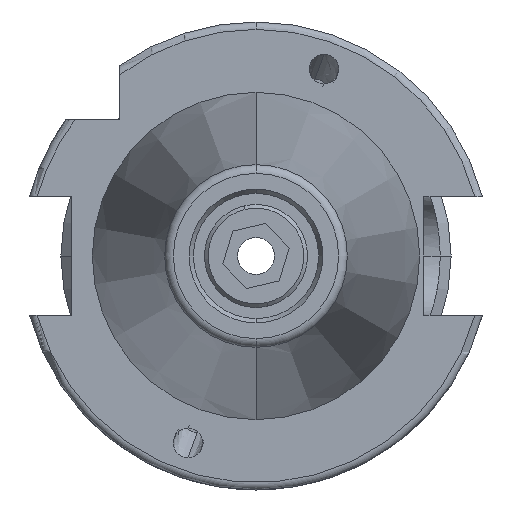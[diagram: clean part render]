
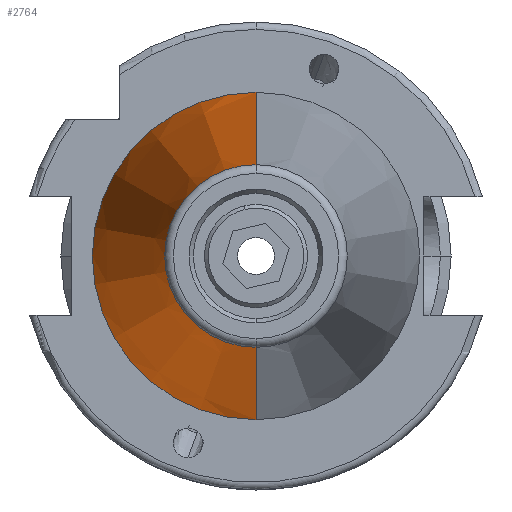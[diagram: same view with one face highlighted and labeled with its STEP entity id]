
A CAD part, left-side view. The second image highlights one B-rep face of the part: STEP entity #2764.
In plain terms, the highlighted conical face has half-angle 8.297 degrees and reference radius 22.225 mm.
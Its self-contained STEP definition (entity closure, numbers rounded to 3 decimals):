
#98 = DIRECTION ( 'NONE',  ( 0.99, -0.144, 0. ) ) ;
#443 = CARTESIAN_POINT ( 'NONE',  ( -67.373, 0., 0. ) ) ;
#766 = FACE_OUTER_BOUND ( 'NONE', #3274, .T. ) ;
#915 = DIRECTION ( 'NONE',  ( -1., 0., 0. ) ) ;
#927 = DIRECTION ( 'NONE',  ( -1., 0., 0. ) ) ;
#1098 = CARTESIAN_POINT ( 'NONE',  ( 0., 0., 0. ) ) ;
#1399 = VECTOR ( 'NONE', #98, 1000. ) ;
#1406 = DIRECTION ( 'NONE',  ( 0., -1., 0. ) ) ;
#1444 = EDGE_CURVE ( 'NONE', #6100, #6444, #5272, .T. ) ;
#1561 = AXIS2_PLACEMENT_3D ( 'NONE', #443, #915, #1406 ) ;
#1623 = ORIENTED_EDGE ( 'NONE', *, *, #6760, .T. ) ;
#1651 = DIRECTION ( 'NONE',  ( 0., 1., 0. ) ) ;
#1728 = VERTEX_POINT ( 'NONE', #2897 ) ;
#1945 = AXIS2_PLACEMENT_3D ( 'NONE', #1098, #5468, #1651 ) ;
#2094 = LINE ( 'NONE', #2831, #4832 ) ;
#2299 = DIRECTION ( 'NONE',  ( 0.99, 0.144, 0. ) ) ;
#2344 = ORIENTED_EDGE ( 'NONE', *, *, #4220, .T. ) ;
#2764 = ADVANCED_FACE ( 'NONE', ( #766 ), #5895, .T. ) ;
#2809 = CARTESIAN_POINT ( 'NONE',  ( -67.373, 12.4, 0. ) ) ;
#2831 = CARTESIAN_POINT ( 'NONE',  ( 0., 22.225, 0. ) ) ;
#2897 = CARTESIAN_POINT ( 'NONE',  ( 0., 22.225, 0. ) ) ;
#3274 = EDGE_LOOP ( 'NONE', ( #3449, #2344, #1623, #5037 ) ) ;
#3356 = CARTESIAN_POINT ( 'NONE',  ( 0., -22.225, 0. ) ) ;
#3449 = ORIENTED_EDGE ( 'NONE', *, *, #1444, .F. ) ;
#4176 = CARTESIAN_POINT ( 'NONE',  ( 0., 0., 0. ) ) ;
#4220 = EDGE_CURVE ( 'NONE', #6100, #5348, #5763, .T. ) ;
#4732 = DIRECTION ( 'NONE',  ( 0., -1., 0. ) ) ;
#4832 = VECTOR ( 'NONE', #2299, 1000. ) ;
#5037 = ORIENTED_EDGE ( 'NONE', *, *, #5917, .F. ) ;
#5067 = CARTESIAN_POINT ( 'NONE',  ( 0., -22.225, 0. ) ) ;
#5087 = CIRCLE ( 'NONE', #5621, 22.225 ) ;
#5272 = CIRCLE ( 'NONE', #1561, 12.4 ) ;
#5298 = CARTESIAN_POINT ( 'NONE',  ( -67.373, -12.4, 0. ) ) ;
#5348 = VERTEX_POINT ( 'NONE', #5067 ) ;
#5468 = DIRECTION ( 'NONE',  ( 1., 0., 0. ) ) ;
#5621 = AXIS2_PLACEMENT_3D ( 'NONE', #4176, #927, #4732 ) ;
#5763 = LINE ( 'NONE', #3356, #1399 ) ;
#5895 = CONICAL_SURFACE ( 'NONE', #1945, 22.225, 0.145 ) ;
#5917 = EDGE_CURVE ( 'NONE', #6444, #1728, #2094, .T. ) ;
#6100 = VERTEX_POINT ( 'NONE', #5298 ) ;
#6444 = VERTEX_POINT ( 'NONE', #2809 ) ;
#6760 = EDGE_CURVE ( 'NONE', #5348, #1728, #5087, .T. ) ;
